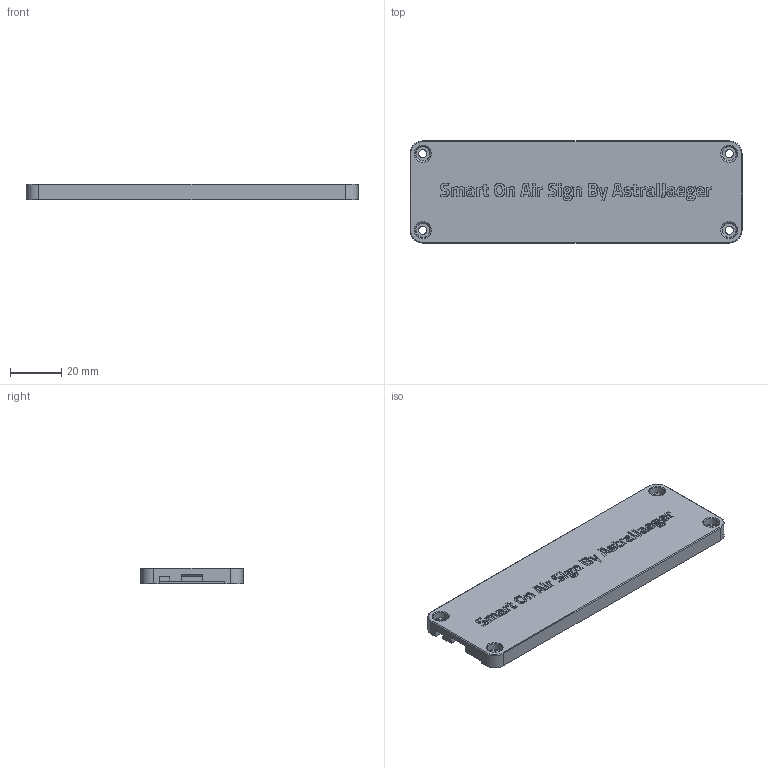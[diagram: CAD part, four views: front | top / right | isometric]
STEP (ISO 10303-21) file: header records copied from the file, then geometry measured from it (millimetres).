
FILE_DESCRIPTION(/* description */ (''),/* implementation_level */ '2;1');
FILE_NAME(/* name */ 'Bottom Shell.stp',/* time_stamp */ '2021-03-24T16:32:19+01:00',/* author */ ('astral'),/* organization */ (''),/* preprocessor_version */ 'ST-DEVELOPER v18.1',/* originating_system */ 'Autodesk Inventor 2021',/* authorisation */ '');
FILE_SCHEMA (('AUTOMOTIVE_DESIGN { 1 0 10303 214 3 1 1 }'));
Length unit declared in the file: millimetre
Products named in the file (1): OnAir Sign Bottom
Bounding box: 130 x 40 x 6.25 mm (x, y, z)
Volume: 13253.6 mm3; surface area: 14175.4 mm2
Topology: 1 solids, 1 shells, 493 faces, 1289 edges, 847 vertices
Faces by surface type: plane 305, bspline 140, cylinder 28, cone 12, sphere 6, torus 2
Full cylindrical faces by diameter (mm): 3.2 x4, 6 x4
Entity records: 16147 total; most frequent: CARTESIAN_POINT 4855, ORIENTED_EDGE 2578, DIRECTION 1795, EDGE_CURVE 1289, LINE 931, VECTOR 931, VERTEX_POINT 847, EDGE_LOOP 550
